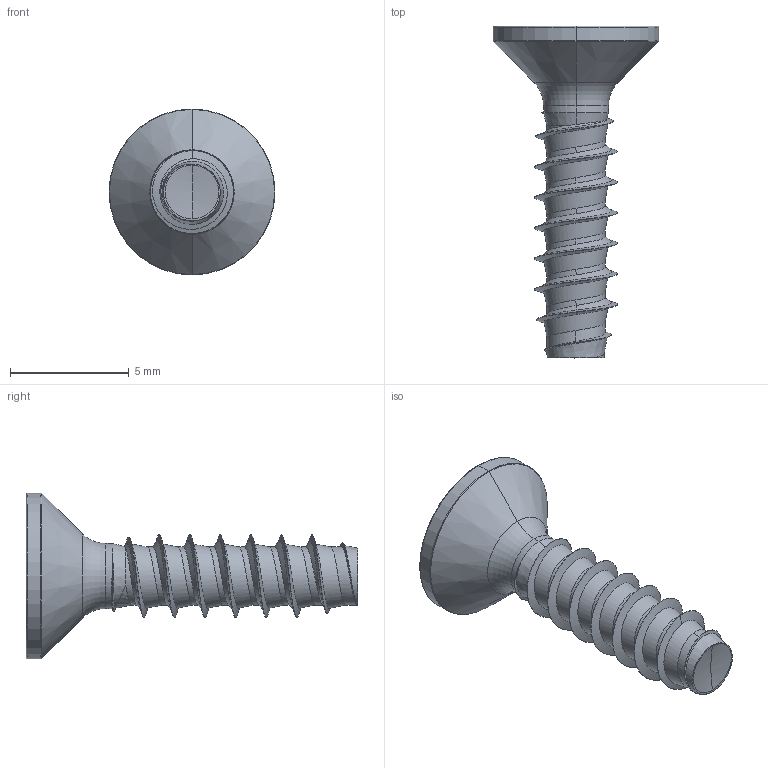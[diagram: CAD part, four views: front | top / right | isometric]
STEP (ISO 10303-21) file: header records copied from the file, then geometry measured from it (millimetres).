
FILE_DESCRIPTION (( 'STEP AP203' ), '1' );
FILE_NAME ('STP410350140.STEP', '2017-08-16T13:47:36', ( '' ), ( '' ), 'SwSTEP 2.0', 'SolidWorks 2015', '' );
FILE_SCHEMA (( 'CONFIG_CONTROL_DESIGN' ));
Length unit declared in the file: millimetre
Products named in the file (1): STP410350140
Bounding box: 7 x 14 x 7 mm (x, y, z)
Volume: 119.3 mm3; surface area: 254.7 mm2
Topology: 1 solids, 1 shells, 97 faces, 238 edges, 143 vertices
Faces by surface type: cylinder 40, bspline 35, cone 12, torus 6, sphere 2, plane 2
Entity records: 14392 total; most frequent: CARTESIAN_POINT 12395, ORIENTED_EDGE 472, DIRECTION 300, EDGE_CURVE 236, VERTEX_POINT 143, AXIS2_PLACEMENT_3D 122, B_SPLINE_CURVE_WITH_KNOTS 105, EDGE_LOOP 99
